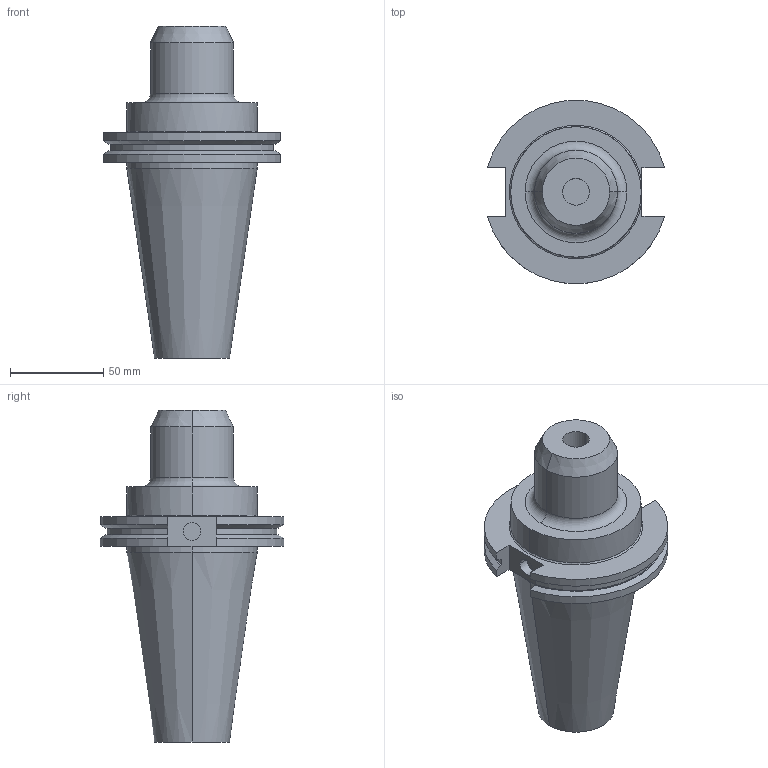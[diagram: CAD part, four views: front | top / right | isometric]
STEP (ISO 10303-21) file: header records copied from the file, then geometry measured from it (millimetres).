
FILE_DESCRIPTION (( 'STEP AP203' ), '1' );
FILE_NAME ('STP-22939-0.5625-3.STEP', '2018-08-23T05:36:05', ( '' ), ( '' ), 'SwSTEP 2.0', 'SolidWorks 2015', '' );
FILE_SCHEMA (( 'CONFIG_CONTROL_DESIGN' ));
Length unit declared in the file: millimetre
Products named in the file (1): STP-22939-0.5625-3
Bounding box: 94.95 x 98.05 x 177.8 mm (x, y, z)
Volume: 447954.7 mm3; surface area: 52374.9 mm2
Topology: 1 solids, 1 shells, 58 faces, 137 edges, 85 vertices
Faces by surface type: cylinder 22, plane 18, cone 14, torus 3, bspline 1
Entity records: 1788 total; most frequent: CARTESIAN_POINT 354, DIRECTION 302, ORIENTED_EDGE 270, EDGE_CURVE 135, AXIS2_PLACEMENT_3D 119, VERTEX_POINT 85, LINE 64, VECTOR 64
